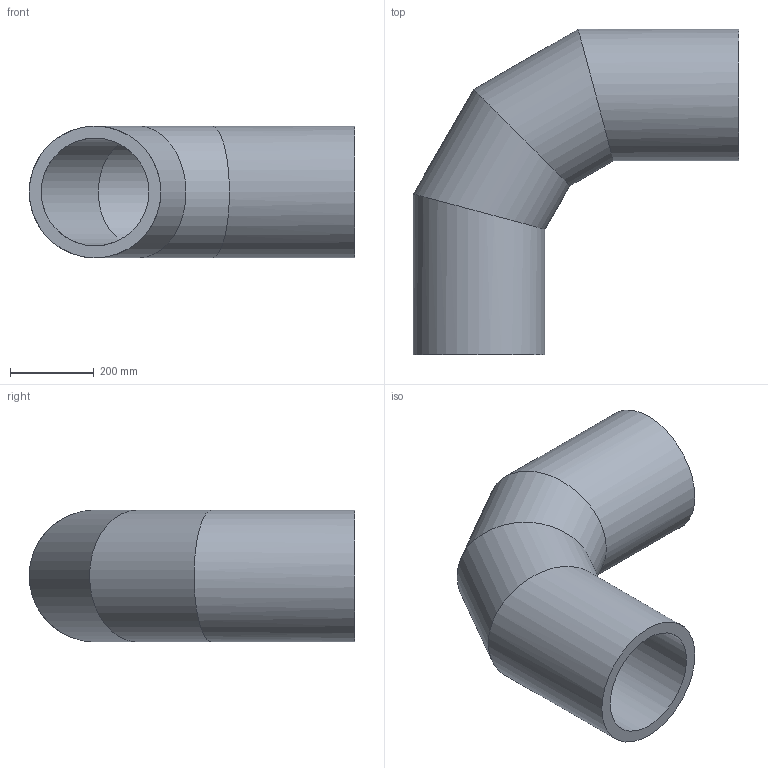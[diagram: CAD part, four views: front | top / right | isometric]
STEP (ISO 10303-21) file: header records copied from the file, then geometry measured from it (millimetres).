
FILE_DESCRIPTION(/* description */ ('PE100 Segment Bend 90°, Curve Radius = 381, Ø315, SDR11 PN12,8'),/* implementation_level */ '2;1');
FILE_NAME(/* name */ 'S-GDLE11-0400',/* time_stamp */ '2022-10-10T17:21:38+02:00',/* author */ ('COAB Solutions'),/* organization */ ('GPA Flowsystem'),/* preprocessor_version */ 'ST-DEVELOPER v18.1',/* originating_system */ 'www.coabsolutions.com',/* authorisation */ '');
FILE_SCHEMA (('AUTOMOTIVE_DESIGN { 1 0 10303 214 3 1 1 }'));
Length unit declared in the file: millimetre
Products named in the file (1): S-GDLE11-315
Bounding box: 778.92 x 778.92 x 315 mm (x, y, z)
Volume: 28131524.1 mm3; surface area: 2018705.4 mm2
Topology: 1 solids, 1 shells, 10 faces, 30 edges, 22 vertices
Faces by surface type: cylinder 8, plane 2
Full cylindrical faces by diameter (mm): 257.8 x4, 315 x4
Entity records: 409 total; most frequent: DIRECTION 74, CARTESIAN_POINT 63, ORIENTED_EDGE 60, AXIS2_PLACEMENT_3D 33, EDGE_CURVE 30, VERTEX_POINT 22, ELLIPSE 18, EDGE_LOOP 12
